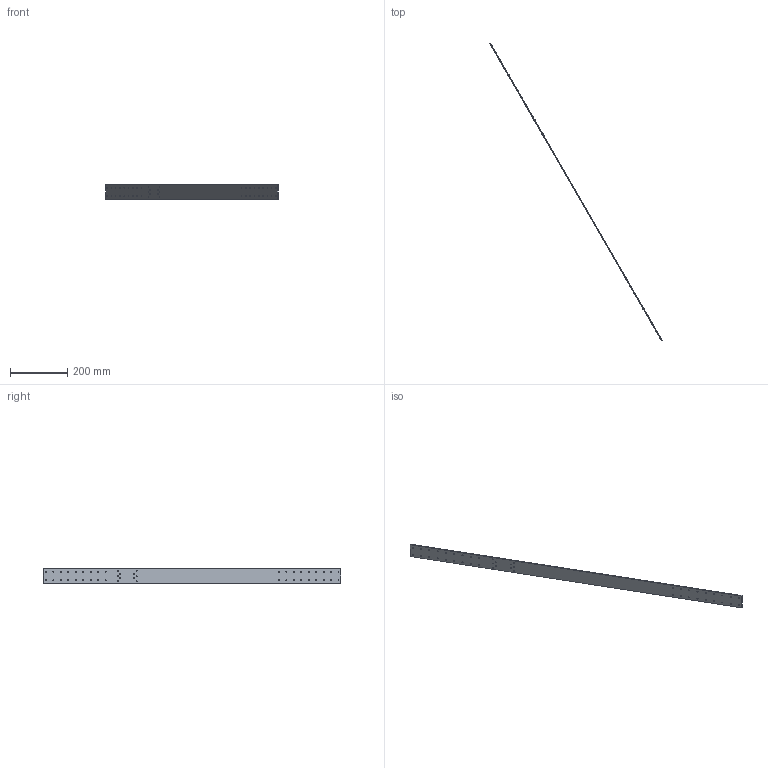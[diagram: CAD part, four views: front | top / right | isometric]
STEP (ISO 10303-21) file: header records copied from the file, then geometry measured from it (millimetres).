
FILE_DESCRIPTION (( 'STEP AP214' ), '1' );
FILE_NAME ('wisent collar.STEP', '2020-12-09T11:38:39', ( '' ), ( '' ), 'SwSTEP 2.0', 'SolidWorks 2016', '' );
FILE_SCHEMA (( 'AUTOMOTIVE_DESIGN' ));
Length unit declared in the file: millimetre
Products named in the file (1): wisent collar
Bounding box: 603.3 x 1041.14 x 50 mm (x, y, z)
Volume: 226397.6 mm3; surface area: 130571.3 mm2
Topology: 1 solids, 1 shells, 98 faces, 288 edges, 192 vertices
Faces by surface type: cylinder 92, plane 6
Entity records: 3594 total; most frequent: DIRECTION 670, CARTESIAN_POINT 579, ORIENTED_EDGE 576, EDGE_CURVE 288, AXIS2_PLACEMENT_3D 283, VERTEX_POINT 192, EDGE_LOOP 190, CIRCLE 184
